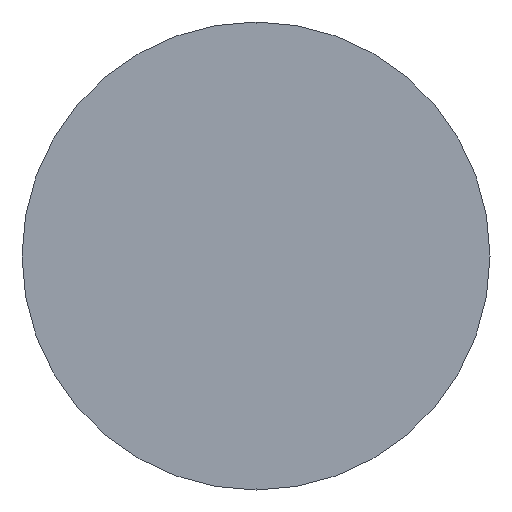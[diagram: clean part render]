
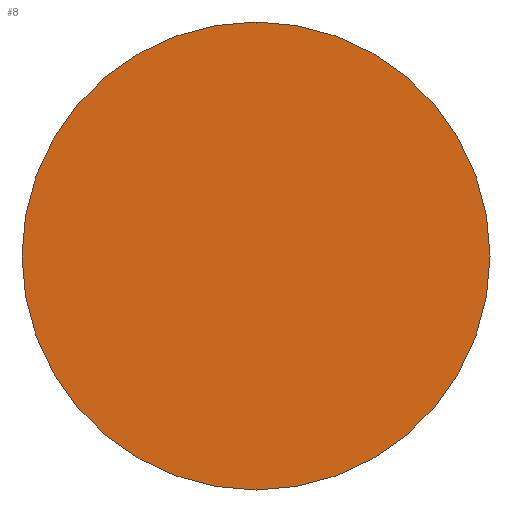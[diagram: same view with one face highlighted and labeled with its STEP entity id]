
A CAD part, front view. The second image highlights one B-rep face of the part: STEP entity #8.
In plain terms, the highlighted planar face has unit normal (0, -1, 0).
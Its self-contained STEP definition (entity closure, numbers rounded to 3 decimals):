
#8 = ADVANCED_FACE ( 'NONE', ( #300 ), #33, .F. ) ;
#28 = DIRECTION ( 'NONE',  ( 0., 0., -1. ) ) ;
#33 = PLANE ( 'NONE',  #209 ) ;
#65 = EDGE_LOOP ( 'NONE', ( #253, #295 ) ) ;
#77 = CARTESIAN_POINT ( 'NONE',  ( 0., 0., -9. ) ) ;
#132 = EDGE_CURVE ( 'NONE', #387, #162, #376, .T. ) ;
#139 = DIRECTION ( 'NONE',  ( 0., -1., 0. ) ) ;
#162 = VERTEX_POINT ( 'NONE', #212 ) ;
#167 = EDGE_CURVE ( 'NONE', #162, #387, #311, .T. ) ;
#209 = AXIS2_PLACEMENT_3D ( 'NONE', #453, #273, #485 ) ;
#212 = CARTESIAN_POINT ( 'NONE',  ( 0., 0., 9. ) ) ;
#253 = ORIENTED_EDGE ( 'NONE', *, *, #132, .T. ) ;
#261 = AXIS2_PLACEMENT_3D ( 'NONE', #474, #139, #289 ) ;
#273 = DIRECTION ( 'NONE',  ( 0., 1., 0. ) ) ;
#289 = DIRECTION ( 'NONE',  ( 0., 0., -1. ) ) ;
#295 = ORIENTED_EDGE ( 'NONE', *, *, #167, .T. ) ;
#300 = FACE_OUTER_BOUND ( 'NONE', #65, .T. ) ;
#311 = CIRCLE ( 'NONE', #317, 9. ) ;
#317 = AXIS2_PLACEMENT_3D ( 'NONE', #479, #402, #28 ) ;
#376 = CIRCLE ( 'NONE', #261, 9. ) ;
#387 = VERTEX_POINT ( 'NONE', #77 ) ;
#402 = DIRECTION ( 'NONE',  ( 0., -1., 0. ) ) ;
#453 = CARTESIAN_POINT ( 'NONE',  ( -9., 0., 0. ) ) ;
#474 = CARTESIAN_POINT ( 'NONE',  ( 0., 0., 0. ) ) ;
#479 = CARTESIAN_POINT ( 'NONE',  ( 0., 0., 0. ) ) ;
#485 = DIRECTION ( 'NONE',  ( 0., 0., 1. ) ) ;
